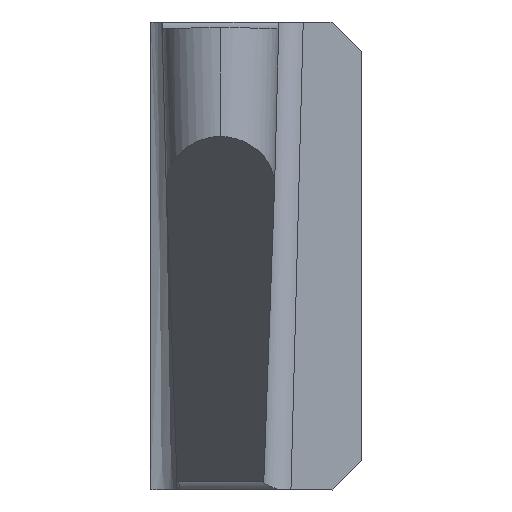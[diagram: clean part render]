
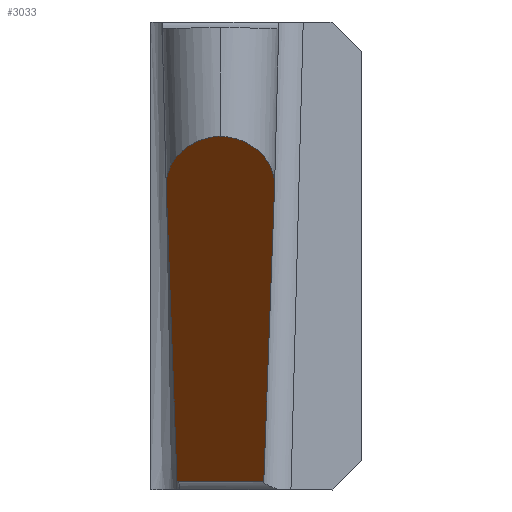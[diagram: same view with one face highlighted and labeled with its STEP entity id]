
A CAD part, front view. The second image highlights one B-rep face of the part: STEP entity #3033.
In plain terms, the highlighted planar face has unit normal (0, -0.643, -0.766).
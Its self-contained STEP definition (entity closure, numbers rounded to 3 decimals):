
#2645=CARTESIAN_POINT('',(0.45,7.062,-7.85));
#2646=VERTEX_POINT('',#2645);
#2657=CARTESIAN_POINT('',(0.45,7.062,-7.85));
#2658=DIRECTION('',(-0.024,-0.766,0.643));
#2659=VECTOR('',#2658,7.843);
#2660=LINE('',#2657,#2659);
#2661=CARTESIAN_POINT('',(0.265,1.056,-2.81));
#2662=VERTEX_POINT('',#2661);
#2663=EDGE_CURVE('',#2646,#2662,#2660,.T.);
#2857=CARTESIAN_POINT('',(1.191,0.034,-1.952));
#2858=VERTEX_POINT('',#2857);
#2869=CARTESIAN_POINT('',(1.191,0.034,-1.952));
#2870=CARTESIAN_POINT('',(1.756,0.063,-1.977));
#2871=CARTESIAN_POINT('',(2.135,0.481,-2.328));
#2872=CARTESIAN_POINT('',(2.117,1.056,-2.81));
#2873=(BOUNDED_CURVE()B_SPLINE_CURVE(3,(#2869,#2870,#2871,#2872),.UNSPECIFIED.,.F.,.F.)B_SPLINE_CURVE_WITH_KNOTS((4,4),(0.,1.),.UNSPECIFIED.)CURVE()GEOMETRIC_REPRESENTATION_ITEM()RATIONAL_B_SPLINE_CURVE((1.,0.815,0.815,1.))REPRESENTATION_ITEM('')
);
#2874=CARTESIAN_POINT('',(2.117,1.056,-2.81));
#2875=VERTEX_POINT('',#2874);
#2876=EDGE_CURVE('',#2858,#2875,#2873,.T.);
#2925=CARTESIAN_POINT('',(0.265,1.056,-2.81));
#2926=CARTESIAN_POINT('',(0.248,0.481,-2.328));
#2927=CARTESIAN_POINT('',(0.626,0.063,-1.977));
#2928=CARTESIAN_POINT('',(1.191,0.034,-1.952));
#2929=(BOUNDED_CURVE()B_SPLINE_CURVE(3,(#2925,#2926,#2927,#2928),.UNSPECIFIED.,.F.,.F.)B_SPLINE_CURVE_WITH_KNOTS((4,4),(0.,1.),.UNSPECIFIED.)CURVE()GEOMETRIC_REPRESENTATION_ITEM()RATIONAL_B_SPLINE_CURVE((1.,0.815,0.815,1.))REPRESENTATION_ITEM('')
);
#2930=EDGE_CURVE('',#2662,#2858,#2929,.T.);
#2969=CARTESIAN_POINT('',(0.659,3.217,-4.624));
#2970=DIRECTION('',(0.,0.643,0.766));
#2971=DIRECTION('',(0.,-0.492,0.413));
#2972=AXIS2_PLACEMENT_3D('',#2969,#2970,#2971);
#2973=PLANE('',#2972);
#2974=CARTESIAN_POINT('',(2.117,1.056,-2.81));
#2975=DIRECTION('',(-0.024,0.766,-0.643));
#2976=VECTOR('',#2975,7.843);
#2977=LINE('',#2974,#2976);
#2978=CARTESIAN_POINT('',(1.933,7.062,-7.85));
#2979=VERTEX_POINT('',#2978);
#2980=EDGE_CURVE('',#2875,#2979,#2977,.T.);
#2981=ORIENTED_EDGE('Edge 1064',*,*,#2980,.F.);
#2990=CARTESIAN_POINT('',(0.45,7.062,-7.85));
#2991=DIRECTION('',(1.,0.,0.));
#2992=VECTOR('',#2991,1.483);
#2993=LINE('',#2990,#2992);
#2994=EDGE_CURVE('',#2646,#2979,#2993,.T.);
#2995=ORIENTED_EDGE('Edge 592',*,*,#2994,.T.);
#3004=ORIENTED_EDGE('Edge 1111',*,*,#2663,.F.);
#3013=ORIENTED_EDGE('Edge 602',*,*,#2930,.F.);
#3022=ORIENTED_EDGE('Edge 607',*,*,#2876,.F.);
#3031=EDGE_LOOP('',(#3022,#3013,#3004,#2995,#2981));
#3032=FACE_OUTER_BOUND('Loop 608',#3031,.T.);
#3033=ADVANCED_FACE('Face 609',(#3032),#2973,.F.);
